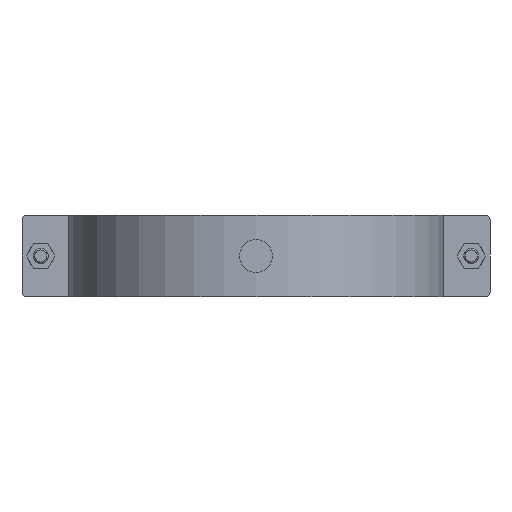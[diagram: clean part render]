
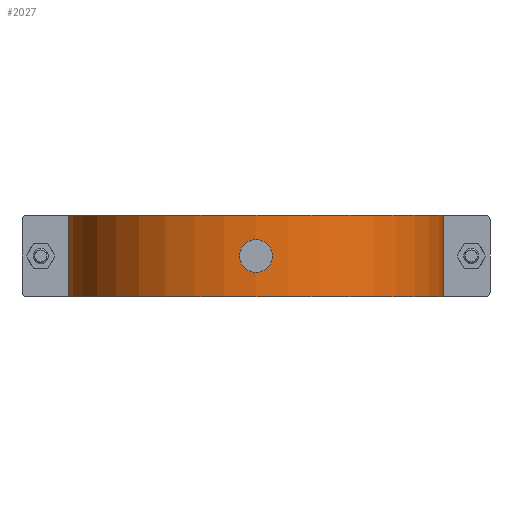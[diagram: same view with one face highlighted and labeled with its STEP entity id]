
A CAD part, front view. The second image highlights one B-rep face of the part: STEP entity #2027.
In plain terms, the highlighted cylindrical face has radius 80 mm (diameter 160 mm), a partial arc.
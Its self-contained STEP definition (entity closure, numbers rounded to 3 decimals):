
#142 = CARTESIAN_POINT ( 'NONE',  ( 0., 0., -17.5 ) ) ;
#249 = CARTESIAN_POINT ( 'NONE',  ( 79.9, -4., 17.5 ) ) ;
#250 = DIRECTION ( 'NONE',  ( 0., 0., -1. ) ) ;
#265 = CARTESIAN_POINT ( 'NONE',  ( 79.9, -4., 17.5 ) ) ;
#288 = CARTESIAN_POINT ( 'NONE',  ( -79.9, -4., 17.5 ) ) ;
#345 = CARTESIAN_POINT ( 'NONE',  ( 0., 0., 17.5 ) ) ;
#378 = EDGE_CURVE ( 'NONE', #609, #1458, #2435, .T. ) ;
#436 = VERTEX_POINT ( 'NONE', #249 ) ;
#609 = VERTEX_POINT ( 'NONE', #1999 ) ;
#611 = CARTESIAN_POINT ( 'NONE',  ( 0., 0., 17.5 ) ) ;
#710 = CARTESIAN_POINT ( 'NONE',  ( 79.9, -4., -17.5 ) ) ;
#829 = EDGE_LOOP ( 'NONE', ( #1619, #2664, #1286, #2180 ) ) ;
#937 = DIRECTION ( 'NONE',  ( 0., 0., -1. ) ) ;
#951 = CARTESIAN_POINT ( 'NONE',  ( -79.9, -4., 17.5 ) ) ;
#1152 = FACE_OUTER_BOUND ( 'NONE', #829, .T. ) ;
#1206 = EDGE_CURVE ( 'NONE', #1315, #609, #1347, .T. ) ;
#1275 = VECTOR ( 'NONE', #250, 1000. ) ;
#1286 = ORIENTED_EDGE ( 'NONE', *, *, #1730, .F. ) ;
#1315 = VERTEX_POINT ( 'NONE', #951 ) ;
#1347 = LINE ( 'NONE', #288, #1422 ) ;
#1419 = DIRECTION ( 'NONE',  ( 1., 0., 0. ) ) ;
#1422 = VECTOR ( 'NONE', #937, 1000. ) ;
#1446 = EDGE_CURVE ( 'NONE', #436, #1458, #2585, .T. ) ;
#1458 = VERTEX_POINT ( 'NONE', #710 ) ;
#1466 = AXIS2_PLACEMENT_3D ( 'NONE', #611, #1668, #2293 ) ;
#1584 = DIRECTION ( 'NONE',  ( -1., 0., 0. ) ) ;
#1619 = ORIENTED_EDGE ( 'NONE', *, *, #378, .T. ) ;
#1630 = DIRECTION ( 'NONE',  ( 0., 0., 1. ) ) ;
#1668 = DIRECTION ( 'NONE',  ( 0., 0., 1. ) ) ;
#1730 = EDGE_CURVE ( 'NONE', #1315, #436, #2356, .T. ) ;
#1792 = CYLINDRICAL_SURFACE ( 'NONE', #2469, 80. ) ;
#1948 = AXIS2_PLACEMENT_3D ( 'NONE', #142, #1630, #1419 ) ;
#1999 = CARTESIAN_POINT ( 'NONE',  ( -79.9, -4., -17.5 ) ) ;
#2027 = ADVANCED_FACE ( 'NONE', ( #1152 ), #1792, .T. ) ;
#2180 = ORIENTED_EDGE ( 'NONE', *, *, #1206, .T. ) ;
#2293 = DIRECTION ( 'NONE',  ( 1., 0., 0. ) ) ;
#2356 = CIRCLE ( 'NONE', #1466, 80. ) ;
#2435 = CIRCLE ( 'NONE', #1948, 80. ) ;
#2469 = AXIS2_PLACEMENT_3D ( 'NONE', #345, #2643, #1584 ) ;
#2585 = LINE ( 'NONE', #265, #1275 ) ;
#2643 = DIRECTION ( 'NONE',  ( 0., 0., -1. ) ) ;
#2664 = ORIENTED_EDGE ( 'NONE', *, *, #1446, .F. ) ;
